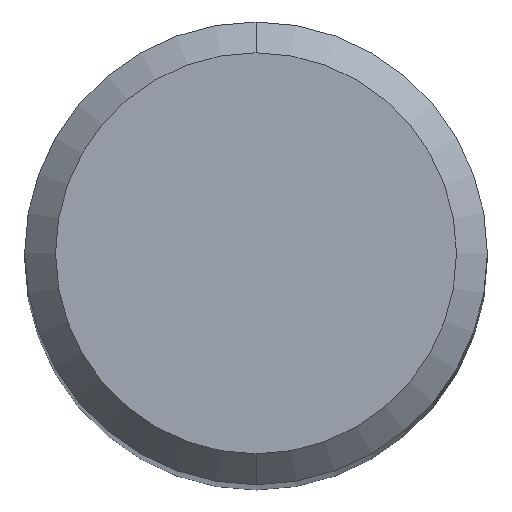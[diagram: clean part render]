
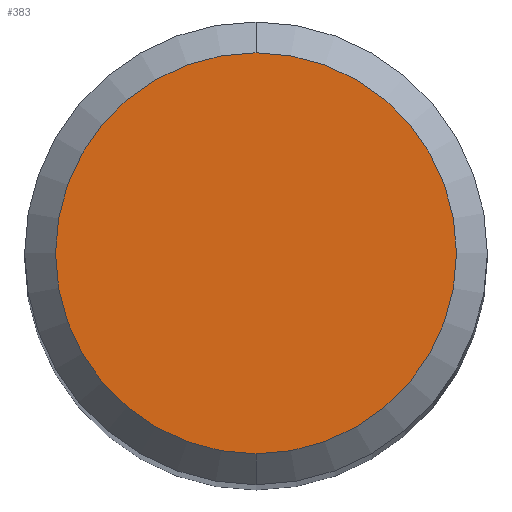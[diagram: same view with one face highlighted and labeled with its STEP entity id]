
A CAD part, top view. The second image highlights one B-rep face of the part: STEP entity #383.
In plain terms, the highlighted planar face has unit normal (0, 0, 1).
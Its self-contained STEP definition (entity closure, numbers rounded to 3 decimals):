
#201=EDGE_CURVE('',#259,#297,#518,.T.);
#259=VERTEX_POINT('',#582);
#297=VERTEX_POINT('',#625);
#383=ADVANCED_FACE('',(#721),#722,.T.);
#433=EDGE_CURVE('',#297,#259,#776,.T.);
#518=CIRCLE('',#900,2.6);
#582=CARTESIAN_POINT('',(0.0,2.6,0.0));
#625=CARTESIAN_POINT('',(0.,-2.6,0.0));
#721=FACE_OUTER_BOUND('',#1280,.T.);
#722=PLANE('',#1281);
#776=CIRCLE('',#1376,2.6);
#900=AXIS2_PLACEMENT_3D('',#1503,#1504,#1505);
#1280=EDGE_LOOP('',(#1737,#1738));
#1281=AXIS2_PLACEMENT_3D('',#1739,#1740,#1741);
#1376=AXIS2_PLACEMENT_3D('',#1788,#1789,#1790);
#1503=CARTESIAN_POINT('',(0.0,0.0,0.0));
#1504=DIRECTION('',(0.0,0.0,-1.0));
#1505=DIRECTION('',(0.0,1.0,0.0));
#1737=ORIENTED_EDGE('',*,*,#201,.F.);
#1738=ORIENTED_EDGE('',*,*,#433,.F.);
#1739=CARTESIAN_POINT('',(0.0,1.3,0.0));
#1740=DIRECTION('',(-0.0,0.0,1.0));
#1741=DIRECTION('',(0.0,-1.0,0.0));
#1788=CARTESIAN_POINT('',(0.0,0.0,0.0));
#1789=DIRECTION('',(0.0,0.0,-1.0));
#1790=DIRECTION('',(0.0,1.0,0.0));
